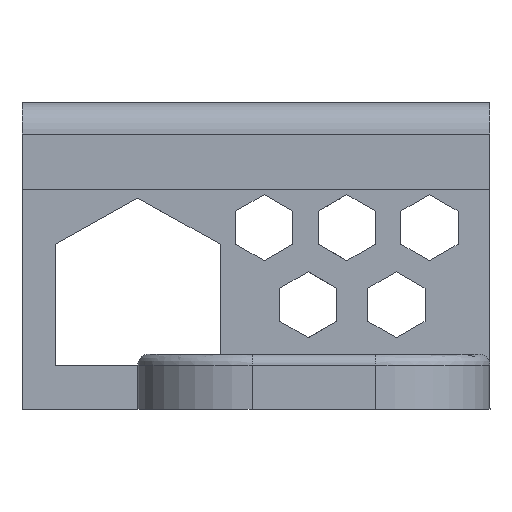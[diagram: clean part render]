
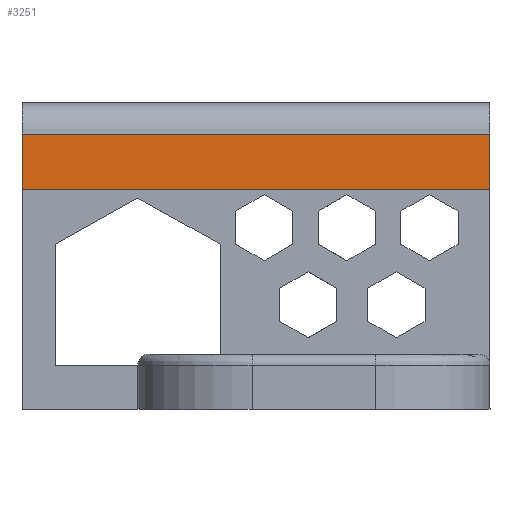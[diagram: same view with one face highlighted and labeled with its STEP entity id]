
A CAD part, front view. The second image highlights one B-rep face of the part: STEP entity #3251.
In plain terms, the highlighted planar face has unit normal (0, -1, 0).
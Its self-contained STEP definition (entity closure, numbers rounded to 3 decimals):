
#460=FACE_OUTER_BOUND('',#656,.T.);
#656=EDGE_LOOP('',(#2982,#2983,#2984,#2985));
#872=LINE('',#5293,#1179);
#948=LINE('',#6028,#1255);
#964=LINE('',#6076,#1271);
#965=LINE('',#6077,#1272);
#1179=VECTOR('',#3931,10.);
#1255=VECTOR('',#4265,10.);
#1271=VECTOR('',#4331,10.);
#1272=VECTOR('',#4332,10.);
#1478=VERTEX_POINT('',#5290);
#1479=VERTEX_POINT('',#5292);
#1569=VERTEX_POINT('',#6027);
#1576=VERTEX_POINT('',#6075);
#1869=EDGE_CURVE('',#1478,#1479,#872,.T.);
#2027=EDGE_CURVE('',#1569,#1479,#948,.T.);
#2048=EDGE_CURVE('',#1576,#1569,#964,.T.);
#2049=EDGE_CURVE('',#1576,#1478,#965,.T.);
#2982=ORIENTED_EDGE('',*,*,#2048,.T.);
#2983=ORIENTED_EDGE('',*,*,#2027,.T.);
#2984=ORIENTED_EDGE('',*,*,#1869,.F.);
#2985=ORIENTED_EDGE('',*,*,#2049,.F.);
#3082=PLANE('',#3518);
#3251=ADVANCED_FACE('',(#460),#3082,.T.);
#3518=AXIS2_PLACEMENT_3D('',#6074,#4329,#4330);
#3931=DIRECTION('',(0.,0.,-1.));
#4265=DIRECTION('',(1.,0.,0.));
#4329=DIRECTION('center_axis',(0.,-1.,
0.));
#4330=DIRECTION('ref_axis',(0.,0.,-1.));
#4331=DIRECTION('',(0.,0.,-1.));
#4332=DIRECTION('',(1.,0.,0.));
#5290=CARTESIAN_POINT('',(47.,4.15,-3.));
#5292=CARTESIAN_POINT('',(47.,4.15,-8.));
#5293=CARTESIAN_POINT('',(47.,4.15,-3.));
#6027=CARTESIAN_POINT('',(4.5,4.15,-8.));
#6028=CARTESIAN_POINT('',(4.5,4.15,-8.));
#6074=CARTESIAN_POINT('Origin',(4.5,4.15,-3.));
#6075=CARTESIAN_POINT('',(4.5,4.15,-3.));
#6076=CARTESIAN_POINT('',(4.5,4.15,-3.));
#6077=CARTESIAN_POINT('',(4.5,4.15,-3.));
